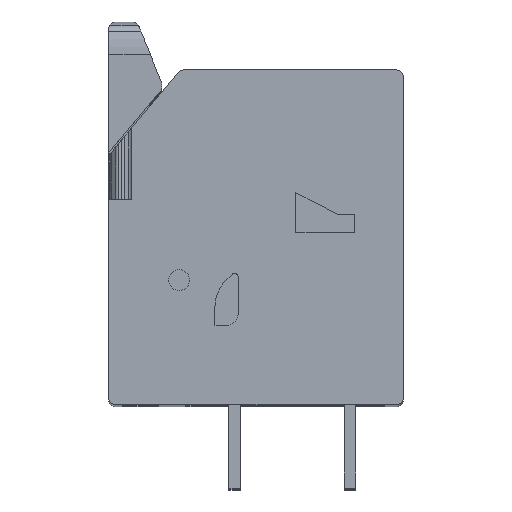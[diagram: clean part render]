
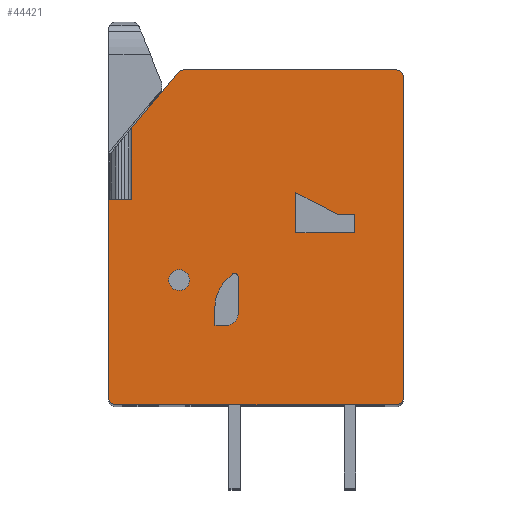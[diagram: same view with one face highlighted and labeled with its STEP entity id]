
A CAD part, top view. The second image highlights one B-rep face of the part: STEP entity #44421.
In plain terms, the highlighted planar face has unit normal (0, 0, 1).
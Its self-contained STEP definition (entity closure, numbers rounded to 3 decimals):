
#1052=LINE('',#59034,#4524);
#1053=LINE('',#59037,#4525);
#1054=LINE('',#59039,#4526);
#1055=LINE('',#59041,#4527);
#1056=LINE('',#59043,#4528);
#1057=LINE('',#59045,#4529);
#1058=LINE('',#59047,#4530);
#1059=LINE('',#59051,#4531);
#1060=LINE('',#59055,#4532);
#1061=LINE('',#59059,#4533);
#1062=LINE('',#59063,#4534);
#1063=LINE('',#59064,#4535);
#1064=LINE('',#59067,#4536);
#1065=LINE('',#59069,#4537);
#1066=LINE('',#59071,#4538);
#1067=LINE('',#59073,#4539);
#1068=LINE('',#59074,#4540);
#1069=LINE('',#59079,#4541);
#1070=LINE('',#59083,#4542);
#1071=LINE('',#59087,#4543);
#4524=VECTOR('',#49318,1000.);
#4525=VECTOR('',#49319,1000.);
#4526=VECTOR('',#49320,1000.);
#4527=VECTOR('',#49321,1000.);
#4528=VECTOR('',#49322,1000.);
#4529=VECTOR('',#49323,1000.);
#4530=VECTOR('',#49324,1000.);
#4531=VECTOR('',#49327,1000.);
#4532=VECTOR('',#49330,1000.);
#4533=VECTOR('',#49333,1000.);
#4534=VECTOR('',#49336,1000.);
#4535=VECTOR('',#49337,1000.);
#4536=VECTOR('',#49338,1000.);
#4537=VECTOR('',#49339,1000.);
#4538=VECTOR('',#49340,1000.);
#4539=VECTOR('',#49341,1000.);
#4540=VECTOR('',#49342,1000.);
#4541=VECTOR('',#49345,1000.);
#4542=VECTOR('',#49348,1000.);
#4543=VECTOR('',#49351,1000.);
#7996=ORIENTED_EDGE('',*,*,#17882,.F.);
#7997=ORIENTED_EDGE('',*,*,#17883,.F.);
#7998=ORIENTED_EDGE('',*,*,#17884,.T.);
#7999=ORIENTED_EDGE('',*,*,#17885,.T.);
#8000=ORIENTED_EDGE('',*,*,#17886,.T.);
#8001=ORIENTED_EDGE('',*,*,#17887,.F.);
#8002=ORIENTED_EDGE('',*,*,#17888,.T.);
#8003=ORIENTED_EDGE('',*,*,#17889,.T.);
#8004=ORIENTED_EDGE('',*,*,#17890,.T.);
#8005=ORIENTED_EDGE('',*,*,#17891,.T.);
#8006=ORIENTED_EDGE('',*,*,#17892,.T.);
#8007=ORIENTED_EDGE('',*,*,#17893,.T.);
#8008=ORIENTED_EDGE('',*,*,#17894,.T.);
#8009=ORIENTED_EDGE('',*,*,#17895,.T.);
#8010=ORIENTED_EDGE('',*,*,#17896,.T.);
#8011=ORIENTED_EDGE('',*,*,#17897,.T.);
#8012=ORIENTED_EDGE('',*,*,#17898,.F.);
#8013=ORIENTED_EDGE('',*,*,#17899,.F.);
#8014=ORIENTED_EDGE('',*,*,#17900,.F.);
#8015=ORIENTED_EDGE('',*,*,#17901,.F.);
#8016=ORIENTED_EDGE('',*,*,#17902,.F.);
#8017=ORIENTED_EDGE('',*,*,#17903,.F.);
#8018=ORIENTED_EDGE('',*,*,#17904,.F.);
#8019=ORIENTED_EDGE('',*,*,#17905,.F.);
#8020=ORIENTED_EDGE('',*,*,#17906,.F.);
#8021=ORIENTED_EDGE('',*,*,#17907,.F.);
#8022=ORIENTED_EDGE('',*,*,#17908,.F.);
#8023=ORIENTED_EDGE('',*,*,#17909,.F.);
#17882=EDGE_CURVE('',#22825,#22825,#26117,.T.);
#17883=EDGE_CURVE('',#22826,#22827,#1052,.T.);
#17884=EDGE_CURVE('',#22826,#22828,#1053,.T.);
#17885=EDGE_CURVE('',#22828,#22829,#1054,.T.);
#17886=EDGE_CURVE('',#22829,#22830,#1055,.T.);
#17887=EDGE_CURVE('',#22831,#22830,#1056,.T.);
#17888=EDGE_CURVE('',#22831,#22832,#1057,.T.);
#17889=EDGE_CURVE('',#22832,#22833,#1058,.T.);
#17890=EDGE_CURVE('',#22833,#22834,#26118,.T.);
#17891=EDGE_CURVE('',#22834,#22835,#1059,.T.);
#17892=EDGE_CURVE('',#22835,#22836,#26119,.T.);
#17893=EDGE_CURVE('',#22836,#22837,#1060,.T.);
#17894=EDGE_CURVE('',#22837,#22838,#26120,.T.);
#17895=EDGE_CURVE('',#22838,#22839,#1061,.T.);
#17896=EDGE_CURVE('',#22839,#22840,#26121,.T.);
#17897=EDGE_CURVE('',#22840,#22827,#1062,.T.);
#17898=EDGE_CURVE('',#22841,#22842,#1063,.T.);
#17899=EDGE_CURVE('',#22843,#22841,#1064,.T.);
#17900=EDGE_CURVE('',#22844,#22843,#1065,.T.);
#17901=EDGE_CURVE('',#22845,#22844,#1066,.T.);
#17902=EDGE_CURVE('',#22842,#22845,#1067,.T.);
#17903=EDGE_CURVE('',#22846,#22847,#1068,.T.);
#17904=EDGE_CURVE('',#22848,#22846,#26122,.T.);
#17905=EDGE_CURVE('',#22849,#22848,#1069,.T.);
#17906=EDGE_CURVE('',#22850,#22849,#26123,.T.);
#17907=EDGE_CURVE('',#22851,#22850,#1070,.T.);
#17908=EDGE_CURVE('',#22852,#22851,#26124,.T.);
#17909=EDGE_CURVE('',#22847,#22852,#1071,.T.);
#22825=VERTEX_POINT('',#59033);
#22826=VERTEX_POINT('',#59035);
#22827=VERTEX_POINT('',#59036);
#22828=VERTEX_POINT('',#59038);
#22829=VERTEX_POINT('',#59040);
#22830=VERTEX_POINT('',#59042);
#22831=VERTEX_POINT('',#59044);
#22832=VERTEX_POINT('',#59046);
#22833=VERTEX_POINT('',#59048);
#22834=VERTEX_POINT('',#59050);
#22835=VERTEX_POINT('',#59052);
#22836=VERTEX_POINT('',#59054);
#22837=VERTEX_POINT('',#59056);
#22838=VERTEX_POINT('',#59058);
#22839=VERTEX_POINT('',#59060);
#22840=VERTEX_POINT('',#59062);
#22841=VERTEX_POINT('',#59065);
#22842=VERTEX_POINT('',#59066);
#22843=VERTEX_POINT('',#59068);
#22844=VERTEX_POINT('',#59070);
#22845=VERTEX_POINT('',#59072);
#22846=VERTEX_POINT('',#59075);
#22847=VERTEX_POINT('',#59076);
#22848=VERTEX_POINT('',#59078);
#22849=VERTEX_POINT('',#59080);
#22850=VERTEX_POINT('',#59082);
#22851=VERTEX_POINT('',#59084);
#22852=VERTEX_POINT('',#59086);
#26117=CIRCLE('',#46191,0.45);
#26118=CIRCLE('',#46192,0.3);
#26119=CIRCLE('',#46193,0.3);
#26120=CIRCLE('',#46194,0.3);
#26121=CIRCLE('',#46195,0.3);
#26122=CIRCLE('',#46196,1.6);
#26123=CIRCLE('',#46197,0.15);
#26124=CIRCLE('',#46198,0.5);
#27275=EDGE_LOOP('',(#7996));
#27276=EDGE_LOOP('',(#7997,#7998,#7999,#8000,#8001,#8002,#8003,#8004,#8005,
#8006,#8007,#8008,#8009,#8010,#8011));
#27277=EDGE_LOOP('',(#8012,#8013,#8014,#8015,#8016));
#27278=EDGE_LOOP('',(#8017,#8018,#8019,#8020,#8021,#8022,#8023));
#29150=FACE_BOUND('',#27275,.T.);
#29151=FACE_BOUND('',#27276,.T.);
#29152=FACE_BOUND('',#27277,.T.);
#29153=FACE_BOUND('',#27278,.T.);
#31025=PLANE('',#46190);
#44421=ADVANCED_FACE('',(#29150,#29151,#29152,#29153),#31025,.T.);
#46190=AXIS2_PLACEMENT_3D('',#59031,#49314,#49315);
#46191=AXIS2_PLACEMENT_3D('',#59032,#49316,#49317);
#46192=AXIS2_PLACEMENT_3D('',#59049,#49325,#49326);
#46193=AXIS2_PLACEMENT_3D('',#59053,#49328,#49329);
#46194=AXIS2_PLACEMENT_3D('',#59057,#49331,#49332);
#46195=AXIS2_PLACEMENT_3D('',#59061,#49334,#49335);
#46196=AXIS2_PLACEMENT_3D('',#59077,#49343,#49344);
#46197=AXIS2_PLACEMENT_3D('',#59081,#49346,#49347);
#46198=AXIS2_PLACEMENT_3D('',#59085,#49349,#49350);
#49314=DIRECTION('',(0.,0.,1.));
#49315=DIRECTION('',(1.,0.,0.));
#49316=DIRECTION('',(0.,0.,1.));
#49317=DIRECTION('',(1.,0.,0.));
#49318=DIRECTION('',(0.,1.,0.));
#49319=DIRECTION('',(-1.,0.,0.));
#49320=DIRECTION('',(0.,1.,0.));
#49321=DIRECTION('',(-0.643,-0.766,0.));
#49322=DIRECTION('',(0.,1.,0.));
#49323=DIRECTION('',(-1.,0.,0.));
#49324=DIRECTION('',(0.,-1.,0.));
#49325=DIRECTION('',(0.,0.,1.));
#49326=DIRECTION('',(1.,0.,0.));
#49327=DIRECTION('',(1.,0.,0.));
#49328=DIRECTION('',(0.,0.,1.));
#49329=DIRECTION('',(1.,0.,0.));
#49330=DIRECTION('',(0.,1.,0.));
#49331=DIRECTION('',(0.,0.,1.));
#49332=DIRECTION('',(1.,0.,0.));
#49333=DIRECTION('',(-1.,0.,0.));
#49334=DIRECTION('',(0.,0.,1.));
#49335=DIRECTION('',(1.,0.,0.));
#49336=DIRECTION('',(-0.643,-0.766,0.));
#49337=DIRECTION('',(0.,-1.,0.));
#49338=DIRECTION('',(-0.888,0.461,0.));
#49339=DIRECTION('',(-1.,0.,0.));
#49340=DIRECTION('',(0.,1.,0.));
#49341=DIRECTION('',(1.,0.,0.));
#49342=DIRECTION('',(0.,-1.,0.));
#49343=DIRECTION('',(0.,0.,1.));
#49344=DIRECTION('',(1.,0.,0.));
#49345=DIRECTION('',(-0.707,-0.707,0.));
#49346=DIRECTION('',(0.,0.,1.));
#49347=DIRECTION('',(1.,0.,0.));
#49348=DIRECTION('',(0.,1.,0.));
#49349=DIRECTION('',(0.,0.,1.));
#49350=DIRECTION('',(1.,0.,0.));
#49351=DIRECTION('',(1.,0.,0.));
#59031=CARTESIAN_POINT('',(-10.15,0.3,49.));
#59032=CARTESIAN_POINT('',(-7.4,5.4,49.));
#59033=CARTESIAN_POINT('',(-6.95,5.4,49.));
#59034=CARTESIAN_POINT('',(-9.45,0.3,49.));
#59035=CARTESIAN_POINT('',(-9.45,8.9,49.));
#59036=CARTESIAN_POINT('',(-9.45,11.997,49.));
#59037=CARTESIAN_POINT('',(-10.15,8.9,49.));
#59038=CARTESIAN_POINT('',(-10.043,8.9,49.));
#59039=CARTESIAN_POINT('',(-10.043,8.9,49.));
#59040=CARTESIAN_POINT('',(-10.043,11.291,49.));
#59041=CARTESIAN_POINT('',(-7.44,14.393,49.));
#59042=CARTESIAN_POINT('',(-10.046,11.287,49.));
#59043=CARTESIAN_POINT('',(-10.046,8.9,49.));
#59044=CARTESIAN_POINT('',(-10.046,8.9,49.));
#59045=CARTESIAN_POINT('',(-10.15,8.9,49.));
#59046=CARTESIAN_POINT('',(-10.45,8.9,49.));
#59047=CARTESIAN_POINT('',(-10.45,10.806,49.));
#59048=CARTESIAN_POINT('',(-10.45,0.3,49.));
#59049=CARTESIAN_POINT('',(-10.15,0.3,49.));
#59050=CARTESIAN_POINT('',(-10.15,0.,49.));
#59051=CARTESIAN_POINT('',(-10.15,0.,49.));
#59052=CARTESIAN_POINT('',(2.,0.,49.));
#59053=CARTESIAN_POINT('',(2.,0.3,49.));
#59054=CARTESIAN_POINT('',(2.3,0.3,49.));
#59055=CARTESIAN_POINT('',(2.3,0.3,49.));
#59056=CARTESIAN_POINT('',(2.3,14.2,49.));
#59057=CARTESIAN_POINT('',(2.,14.2,49.));
#59058=CARTESIAN_POINT('',(2.,14.5,49.));
#59059=CARTESIAN_POINT('',(2.,14.5,49.));
#59060=CARTESIAN_POINT('',(-7.21,14.5,49.));
#59061=CARTESIAN_POINT('',(-7.21,14.2,49.));
#59062=CARTESIAN_POINT('',(-7.44,14.393,49.));
#59063=CARTESIAN_POINT('',(-7.44,14.393,49.));
#59064=CARTESIAN_POINT('',(-2.35,9.184,49.));
#59065=CARTESIAN_POINT('',(-2.35,9.184,49.));
#59066=CARTESIAN_POINT('',(-2.35,7.45,49.));
#59067=CARTESIAN_POINT('',(-0.55,8.25,49.));
#59068=CARTESIAN_POINT('',(-0.55,8.25,49.));
#59069=CARTESIAN_POINT('',(0.2,8.25,49.));
#59070=CARTESIAN_POINT('',(0.2,8.25,49.));
#59071=CARTESIAN_POINT('',(0.2,7.45,49.));
#59072=CARTESIAN_POINT('',(0.2,7.45,49.));
#59073=CARTESIAN_POINT('',(-2.35,7.45,49.));
#59074=CARTESIAN_POINT('',(-5.85,4.249,49.));
#59075=CARTESIAN_POINT('',(-5.85,4.249,49.));
#59076=CARTESIAN_POINT('',(-5.85,3.45,49.));
#59077=CARTESIAN_POINT('',(-4.25,4.249,49.));
#59078=CARTESIAN_POINT('',(-5.381,5.381,49.));
#59079=CARTESIAN_POINT('',(-5.106,5.656,49.));
#59080=CARTESIAN_POINT('',(-5.106,5.656,49.));
#59081=CARTESIAN_POINT('',(-5.,5.55,49.));
#59082=CARTESIAN_POINT('',(-4.85,5.55,49.));
#59083=CARTESIAN_POINT('',(-4.85,3.95,49.));
#59084=CARTESIAN_POINT('',(-4.85,3.95,49.));
#59085=CARTESIAN_POINT('',(-5.35,3.95,49.));
#59086=CARTESIAN_POINT('',(-5.35,3.45,49.));
#59087=CARTESIAN_POINT('',(-5.85,3.45,49.));
